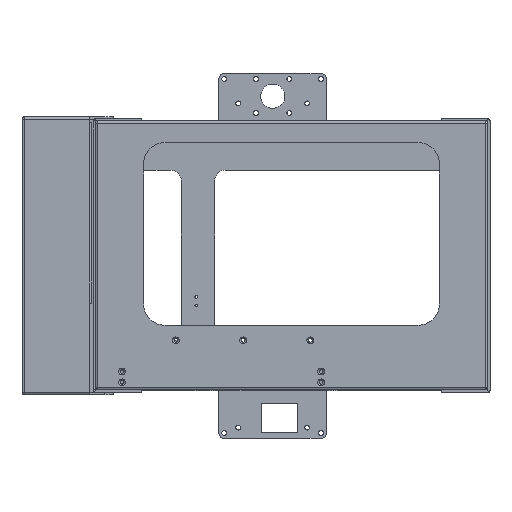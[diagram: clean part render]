
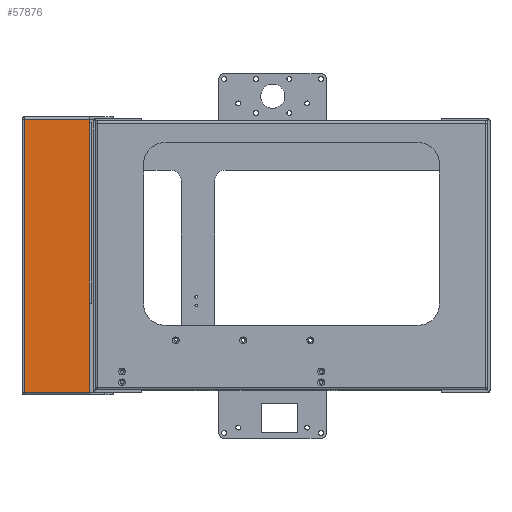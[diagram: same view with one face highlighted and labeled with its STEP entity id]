
A CAD part, top view. The second image highlights one B-rep face of the part: STEP entity #57876.
In plain terms, the highlighted planar face has unit normal (0, 0, 1).
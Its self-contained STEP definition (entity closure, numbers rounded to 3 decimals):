
#37963 = CYLINDRICAL_SURFACE('',#37964,2.);
#37964 = AXIS2_PLACEMENT_3D('',#37965,#37966,#37967);
#37965 = CARTESIAN_POINT('',(-431.,3.936,217.968));
#37966 = DIRECTION('',(0.,-1.,0.));
#37967 = DIRECTION('',(0.,0.,1.));
#41001 = EDGE_CURVE('',#41002,#41004,#41006,.T.);
#41002 = VERTEX_POINT('',#41003);
#41003 = CARTESIAN_POINT('',(-431.,1.936,219.968));
#41004 = VERTEX_POINT('',#41005);
#41005 = CARTESIAN_POINT('',(-431.,-252.064,219.968));
#41006 = SURFACE_CURVE('',#41007,(#41011,#41018),.PCURVE_S1.);
#41007 = LINE('',#41008,#41009);
#41008 = CARTESIAN_POINT('',(-431.,3.936,219.968));
#41009 = VECTOR('',#41010,1.);
#41010 = DIRECTION('',(0.,-1.,0.));
#41011 = PCURVE('',#37963,#41012);
#41012 = DEFINITIONAL_REPRESENTATION('',(#41013),#41017);
#41013 = LINE('',#41014,#41015);
#41014 = CARTESIAN_POINT('',(0.,0.));
#41015 = VECTOR('',#41016,1.);
#41016 = DIRECTION('',(0.,1.));
#41017 = ( GEOMETRIC_REPRESENTATION_CONTEXT(2) 
PARAMETRIC_REPRESENTATION_CONTEXT() REPRESENTATION_CONTEXT('2D SPACE',''
  ) );
#41018 = PCURVE('',#41019,#41024);
#41019 = PLANE('',#41020);
#41020 = AXIS2_PLACEMENT_3D('',#41021,#41022,#41023);
#41021 = CARTESIAN_POINT('',(-370.032,-169.064,219.968));
#41022 = DIRECTION('',(0.,0.,-1.));
#41023 = DIRECTION('',(1.,0.,0.));
#41024 = DEFINITIONAL_REPRESENTATION('',(#41025),#41029);
#41025 = LINE('',#41026,#41027);
#41026 = CARTESIAN_POINT('',(-60.968,-173.));
#41027 = VECTOR('',#41028,1.);
#41028 = DIRECTION('',(0.,1.));
#41029 = ( GEOMETRIC_REPRESENTATION_CONTEXT(2) 
PARAMETRIC_REPRESENTATION_CONTEXT() REPRESENTATION_CONTEXT('2D SPACE',''
  ) );
#45931 = CYLINDRICAL_SURFACE('',#45932,2.);
#45932 = AXIS2_PLACEMENT_3D('',#45933,#45934,#45935);
#45933 = CARTESIAN_POINT('',(-433.,-252.064,217.968));
#45934 = DIRECTION('',(1.,0.,0.));
#45935 = DIRECTION('',(0.,0.,1.));
#46044 = PLANE('',#46045);
#46045 = AXIS2_PLACEMENT_3D('',#46046,#46047,#46048);
#46046 = CARTESIAN_POINT('',(-370.032,-169.064,219.968));
#46047 = DIRECTION('',(-1.,0.,0.));
#46048 = DIRECTION('',(0.,-1.,0.));
#46603 = CYLINDRICAL_SURFACE('',#46604,2.);
#46604 = AXIS2_PLACEMENT_3D('',#46605,#46606,#46607);
#46605 = CARTESIAN_POINT('',(-433.,1.936,217.968));
#46606 = DIRECTION('',(1.,0.,0.));
#46607 = DIRECTION('',(0.,0.,1.));
#46985 = PLANE('',#46986);
#46986 = AXIS2_PLACEMENT_3D('',#46987,#46988,#46989);
#46987 = CARTESIAN_POINT('',(-370.032,-1.064,219.968));
#46988 = DIRECTION('',(1.,0.,0.));
#46989 = DIRECTION('',(0.,1.,0.));
#50994 = EDGE_CURVE('',#41004,#50995,#50997,.T.);
#50995 = VERTEX_POINT('',#50996);
#50996 = CARTESIAN_POINT('',(-370.032,-252.064,219.968));
#50997 = SURFACE_CURVE('',#50998,(#51002,#51009),.PCURVE_S1.);
#50998 = LINE('',#50999,#51000);
#50999 = CARTESIAN_POINT('',(-433.,-252.064,219.968));
#51000 = VECTOR('',#51001,1.);
#51001 = DIRECTION('',(1.,0.,0.));
#51002 = PCURVE('',#45931,#51003);
#51003 = DEFINITIONAL_REPRESENTATION('',(#51004),#51008);
#51004 = LINE('',#51005,#51006);
#51005 = CARTESIAN_POINT('',(0.,0.));
#51006 = VECTOR('',#51007,1.);
#51007 = DIRECTION('',(0.,1.));
#51008 = ( GEOMETRIC_REPRESENTATION_CONTEXT(2) 
PARAMETRIC_REPRESENTATION_CONTEXT() REPRESENTATION_CONTEXT('2D SPACE',''
  ) );
#51009 = PCURVE('',#41019,#51010);
#51010 = DEFINITIONAL_REPRESENTATION('',(#51011),#51015);
#51011 = LINE('',#51012,#51013);
#51012 = CARTESIAN_POINT('',(-62.968,83.));
#51013 = VECTOR('',#51014,1.);
#51014 = DIRECTION('',(1.,0.));
#51015 = ( GEOMETRIC_REPRESENTATION_CONTEXT(2) 
PARAMETRIC_REPRESENTATION_CONTEXT() REPRESENTATION_CONTEXT('2D SPACE',''
  ) );
#51297 = EDGE_CURVE('',#51298,#50995,#51300,.T.);
#51298 = VERTEX_POINT('',#51299);
#51299 = CARTESIAN_POINT('',(-370.032,-169.064,219.968));
#51300 = SURFACE_CURVE('',#51301,(#51305,#51312),.PCURVE_S1.);
#51301 = LINE('',#51302,#51303);
#51302 = CARTESIAN_POINT('',(-370.032,-169.064,219.968));
#51303 = VECTOR('',#51304,1.);
#51304 = DIRECTION('',(0.,-1.,0.));
#51305 = PCURVE('',#46044,#51306);
#51306 = DEFINITIONAL_REPRESENTATION('',(#51307),#51311);
#51307 = LINE('',#51308,#51309);
#51308 = CARTESIAN_POINT('',(0.,-0.));
#51309 = VECTOR('',#51310,1.);
#51310 = DIRECTION('',(1.,0.));
#51311 = ( GEOMETRIC_REPRESENTATION_CONTEXT(2) 
PARAMETRIC_REPRESENTATION_CONTEXT() REPRESENTATION_CONTEXT('2D SPACE',''
  ) );
#51312 = PCURVE('',#41019,#51313);
#51313 = DEFINITIONAL_REPRESENTATION('',(#51314),#51318);
#51314 = LINE('',#51315,#51316);
#51315 = CARTESIAN_POINT('',(0.,0.));
#51316 = VECTOR('',#51317,1.);
#51317 = DIRECTION('',(0.,1.));
#51318 = ( GEOMETRIC_REPRESENTATION_CONTEXT(2) 
PARAMETRIC_REPRESENTATION_CONTEXT() REPRESENTATION_CONTEXT('2D SPACE',''
  ) );
#51336 = PLANE('',#51337);
#51337 = AXIS2_PLACEMENT_3D('',#51338,#51339,#51340);
#51338 = CARTESIAN_POINT('',(-369.062,-169.064,213.742));
#51339 = DIRECTION('',(0.,1.,0.));
#51340 = DIRECTION('',(0.,0.,-1.));
#51972 = EDGE_CURVE('',#51973,#51975,#51977,.T.);
#51973 = VERTEX_POINT('',#51974);
#51974 = CARTESIAN_POINT('',(-370.032,-1.064,219.968));
#51975 = VERTEX_POINT('',#51976);
#51976 = CARTESIAN_POINT('',(-370.032,1.936,219.968));
#51977 = SURFACE_CURVE('',#51978,(#51982,#51989),.PCURVE_S1.);
#51978 = LINE('',#51979,#51980);
#51979 = CARTESIAN_POINT('',(-370.032,-1.064,219.968));
#51980 = VECTOR('',#51981,1.);
#51981 = DIRECTION('',(0.,1.,0.));
#51982 = PCURVE('',#46985,#51983);
#51983 = DEFINITIONAL_REPRESENTATION('',(#51984),#51988);
#51984 = LINE('',#51985,#51986);
#51985 = CARTESIAN_POINT('',(0.,0.));
#51986 = VECTOR('',#51987,1.);
#51987 = DIRECTION('',(1.,0.));
#51988 = ( GEOMETRIC_REPRESENTATION_CONTEXT(2) 
PARAMETRIC_REPRESENTATION_CONTEXT() REPRESENTATION_CONTEXT('2D SPACE',''
  ) );
#51989 = PCURVE('',#41019,#51990);
#51990 = DEFINITIONAL_REPRESENTATION('',(#51991),#51995);
#51991 = LINE('',#51992,#51993);
#51992 = CARTESIAN_POINT('',(0.,-168.));
#51993 = VECTOR('',#51994,1.);
#51994 = DIRECTION('',(0.,-1.));
#51995 = ( GEOMETRIC_REPRESENTATION_CONTEXT(2) 
PARAMETRIC_REPRESENTATION_CONTEXT() REPRESENTATION_CONTEXT('2D SPACE',''
  ) );
#52013 = PLANE('',#52014);
#52014 = AXIS2_PLACEMENT_3D('',#52015,#52016,#52017);
#52015 = CARTESIAN_POINT('',(-369.062,-1.064,
    213.742));
#52016 = DIRECTION('',(0.,-1.,0.));
#52017 = DIRECTION('',(0.,0.,1.));
#52099 = EDGE_CURVE('',#41002,#51975,#52100,.T.);
#52100 = SURFACE_CURVE('',#52101,(#52105,#52112),.PCURVE_S1.);
#52101 = LINE('',#52102,#52103);
#52102 = CARTESIAN_POINT('',(-433.,1.936,219.968));
#52103 = VECTOR('',#52104,1.);
#52104 = DIRECTION('',(1.,0.,0.));
#52105 = PCURVE('',#46603,#52106);
#52106 = DEFINITIONAL_REPRESENTATION('',(#52107),#52111);
#52107 = LINE('',#52108,#52109);
#52108 = CARTESIAN_POINT('',(6.283,0.));
#52109 = VECTOR('',#52110,1.);
#52110 = DIRECTION('',(-0.,1.));
#52111 = ( GEOMETRIC_REPRESENTATION_CONTEXT(2) 
PARAMETRIC_REPRESENTATION_CONTEXT() REPRESENTATION_CONTEXT('2D SPACE',''
  ) );
#52112 = PCURVE('',#41019,#52113);
#52113 = DEFINITIONAL_REPRESENTATION('',(#52114),#52118);
#52114 = LINE('',#52115,#52116);
#52115 = CARTESIAN_POINT('',(-62.968,-171.));
#52116 = VECTOR('',#52117,1.);
#52117 = DIRECTION('',(1.,0.));
#52118 = ( GEOMETRIC_REPRESENTATION_CONTEXT(2) 
PARAMETRIC_REPRESENTATION_CONTEXT() REPRESENTATION_CONTEXT('2D SPACE',''
  ) );
#57876 = ADVANCED_FACE('',(#57877),#41019,.F.);
#57877 = FACE_BOUND('',#57878,.T.);
#57878 = EDGE_LOOP('',(#57879,#57880,#57903,#57931,#57952,#57953,#57954,
    #57955));
#57879 = ORIENTED_EDGE('',*,*,#51297,.F.);
#57880 = ORIENTED_EDGE('',*,*,#57881,.F.);
#57881 = EDGE_CURVE('',#57882,#51298,#57884,.T.);
#57882 = VERTEX_POINT('',#57883);
#57883 = CARTESIAN_POINT('',(-370.,-169.064,219.968));
#57884 = SURFACE_CURVE('',#57885,(#57889,#57896),.PCURVE_S1.);
#57885 = LINE('',#57886,#57887);
#57886 = CARTESIAN_POINT('',(-368.,-169.064,219.968));
#57887 = VECTOR('',#57888,1.);
#57888 = DIRECTION('',(-1.,0.,0.));
#57889 = PCURVE('',#41019,#57890);
#57890 = DEFINITIONAL_REPRESENTATION('',(#57891),#57895);
#57891 = LINE('',#57892,#57893);
#57892 = CARTESIAN_POINT('',(2.032,0.));
#57893 = VECTOR('',#57894,1.);
#57894 = DIRECTION('',(-1.,0.));
#57895 = ( GEOMETRIC_REPRESENTATION_CONTEXT(2) 
PARAMETRIC_REPRESENTATION_CONTEXT() REPRESENTATION_CONTEXT('2D SPACE',''
  ) );
#57896 = PCURVE('',#51336,#57897);
#57897 = DEFINITIONAL_REPRESENTATION('',(#57898),#57902);
#57898 = LINE('',#57899,#57900);
#57899 = CARTESIAN_POINT('',(-6.226,-1.062));
#57900 = VECTOR('',#57901,1.);
#57901 = DIRECTION('',(0.,1.));
#57902 = ( GEOMETRIC_REPRESENTATION_CONTEXT(2) 
PARAMETRIC_REPRESENTATION_CONTEXT() REPRESENTATION_CONTEXT('2D SPACE',''
  ) );
#57903 = ORIENTED_EDGE('',*,*,#57904,.F.);
#57904 = EDGE_CURVE('',#57905,#57882,#57907,.T.);
#57905 = VERTEX_POINT('',#57906);
#57906 = CARTESIAN_POINT('',(-370.,-1.064,219.968));
#57907 = SURFACE_CURVE('',#57908,(#57912,#57919),.PCURVE_S1.);
#57908 = LINE('',#57909,#57910);
#57909 = CARTESIAN_POINT('',(-370.,-1.064,219.968));
#57910 = VECTOR('',#57911,1.);
#57911 = DIRECTION('',(0.,-1.,0.));
#57912 = PCURVE('',#41019,#57913);
#57913 = DEFINITIONAL_REPRESENTATION('',(#57914),#57918);
#57914 = LINE('',#57915,#57916);
#57915 = CARTESIAN_POINT('',(0.032,-168.));
#57916 = VECTOR('',#57917,1.);
#57917 = DIRECTION('',(0.,1.));
#57918 = ( GEOMETRIC_REPRESENTATION_CONTEXT(2) 
PARAMETRIC_REPRESENTATION_CONTEXT() REPRESENTATION_CONTEXT('2D SPACE',''
  ) );
#57919 = PCURVE('',#57920,#57925);
#57920 = CYLINDRICAL_SURFACE('',#57921,2.);
#57921 = AXIS2_PLACEMENT_3D('',#57922,#57923,#57924);
#57922 = CARTESIAN_POINT('',(-370.,-1.064,217.968));
#57923 = DIRECTION('',(0.,-1.,0.));
#57924 = DIRECTION('',(1.,0.,0.));
#57925 = DEFINITIONAL_REPRESENTATION('',(#57926),#57930);
#57926 = LINE('',#57927,#57928);
#57927 = CARTESIAN_POINT('',(1.571,0.));
#57928 = VECTOR('',#57929,1.);
#57929 = DIRECTION('',(0.,1.));
#57930 = ( GEOMETRIC_REPRESENTATION_CONTEXT(2) 
PARAMETRIC_REPRESENTATION_CONTEXT() REPRESENTATION_CONTEXT('2D SPACE',''
  ) );
#57931 = ORIENTED_EDGE('',*,*,#57932,.F.);
#57932 = EDGE_CURVE('',#51973,#57905,#57933,.T.);
#57933 = SURFACE_CURVE('',#57934,(#57938,#57945),.PCURVE_S1.);
#57934 = LINE('',#57935,#57936);
#57935 = CARTESIAN_POINT('',(-370.032,-1.064,219.968));
#57936 = VECTOR('',#57937,1.);
#57937 = DIRECTION('',(1.,0.,0.));
#57938 = PCURVE('',#41019,#57939);
#57939 = DEFINITIONAL_REPRESENTATION('',(#57940),#57944);
#57940 = LINE('',#57941,#57942);
#57941 = CARTESIAN_POINT('',(0.,-168.));
#57942 = VECTOR('',#57943,1.);
#57943 = DIRECTION('',(1.,0.));
#57944 = ( GEOMETRIC_REPRESENTATION_CONTEXT(2) 
PARAMETRIC_REPRESENTATION_CONTEXT() REPRESENTATION_CONTEXT('2D SPACE',''
  ) );
#57945 = PCURVE('',#52013,#57946);
#57946 = DEFINITIONAL_REPRESENTATION('',(#57947),#57951);
#57947 = LINE('',#57948,#57949);
#57948 = CARTESIAN_POINT('',(6.226,0.97));
#57949 = VECTOR('',#57950,1.);
#57950 = DIRECTION('',(0.,-1.));
#57951 = ( GEOMETRIC_REPRESENTATION_CONTEXT(2) 
PARAMETRIC_REPRESENTATION_CONTEXT() REPRESENTATION_CONTEXT('2D SPACE',''
  ) );
#57952 = ORIENTED_EDGE('',*,*,#51972,.T.);
#57953 = ORIENTED_EDGE('',*,*,#52099,.F.);
#57954 = ORIENTED_EDGE('',*,*,#41001,.T.);
#57955 = ORIENTED_EDGE('',*,*,#50994,.T.);
